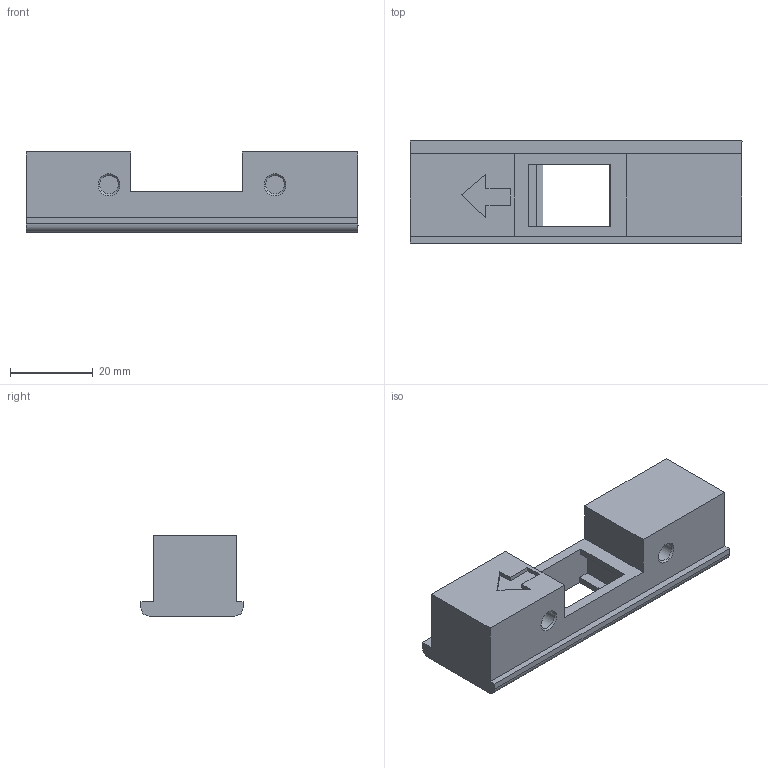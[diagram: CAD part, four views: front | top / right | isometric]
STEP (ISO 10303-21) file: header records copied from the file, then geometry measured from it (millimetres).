
FILE_DESCRIPTION(/* description */ (''),/* implementation_level */ '2;1');
FILE_NAME(/* name */ 'Top Middle Acrylic.step',/* time_stamp */ '2024-10-14T22:05:53-04:00',/* author */ (''),/* organization */ (''),/* preprocessor_version */ 'ST-DEVELOPER v20',/* originating_system */ 'Autodesk Translation Framework v13.20.0.188',/* authorisation */ '');
FILE_SCHEMA (('AUTOMOTIVE_DESIGN { 1 0 10303 214 3 1 1 }'));
Length unit declared in the file: millimetre
Products named in the file (1): Purple Project Remix
Bounding box: 80.32 x 24.7 x 19.36 mm (x, y, z)
Volume: 23392.7 mm3; surface area: 8294.7 mm2
Topology: 1 solids, 1 shells, 48 faces, 119 edges, 78 vertices
Faces by surface type: plane 38, cylinder 6, cone 4
Full cylindrical faces by diameter (mm): 4.5 x4
Entity records: 1433 total; most frequent: CARTESIAN_POINT 246, ORIENTED_EDGE 238, DIRECTION 233, EDGE_CURVE 119, LINE 103, VECTOR 103, VERTEX_POINT 78, AXIS2_PLACEMENT_3D 65
